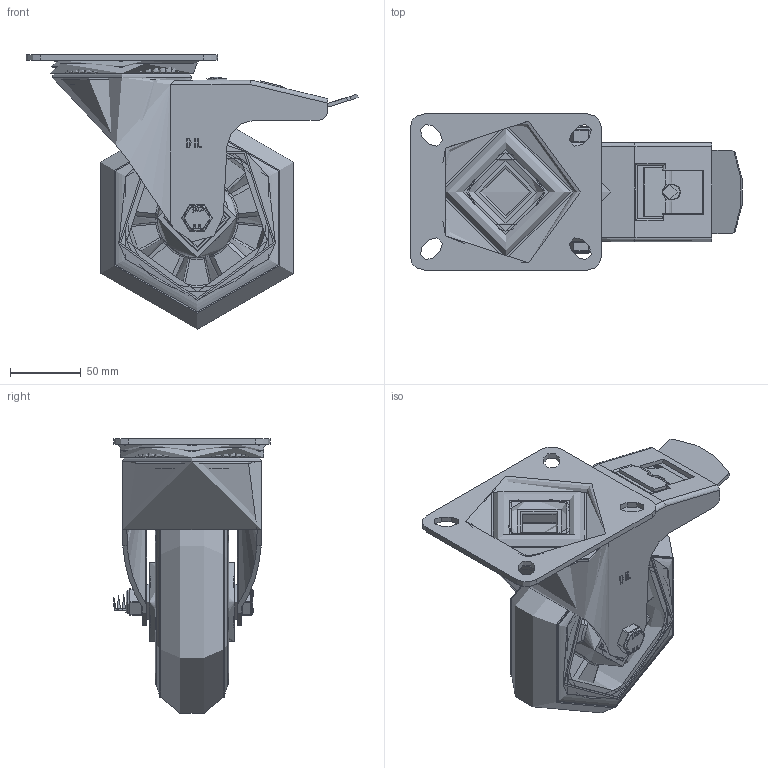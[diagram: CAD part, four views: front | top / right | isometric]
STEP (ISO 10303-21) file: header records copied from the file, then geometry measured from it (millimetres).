
FILE_DESCRIPTION(/* description */ ('','CAx-IF Rec.Pracs.---Representation and Presentation of Product Manufacturing Information (PMI)---4.0---2014-10-13'),/* implementation_level */ '2;1');
FILE_NAME(/* name */ 'BZMM160SRERGBJSWB.step',/* time_stamp */ '2025-01-08T11:04:12Z',/* author */ (''),/* organization */ (''),/* preprocessor_version */ 'ST-DEVELOPER v20',/* originating_system */ 'Autodesk Translation Framework v13.20.0.188',/* authorisation */ '');
FILE_SCHEMA (('AP242_MANAGED_MODEL_BASED_3D_ENGINEERING_MIM_LF { 1 0 10303 442 1 1 4 }'));
Length unit declared in the file: millimetre
Products named in the file (37): BZMM160SRERGBJSWB; BZMM150ASSWB - 64 v1; ZINC PLATED, PRESSED STEEL TOP PLATE; ZINC PLATED, PRESSED STEEL TOP PLATE Geometry; BALL BEARINGS; Component1; BEARING SEAL; ZINC PLATED, PRESSED STEEL BRAKE PEDAL; ZINC PLATED, PRESSED STEEL FORKS; BRAKE PAD; BRAKE PAD Geometry; BOLT; NUT; BRAKE BOLT; BZH160WSRERGBJM20 v1; 55 SHORE A ELASTIC RUBBER TYRE; ALUMINIUM RIM; BEARING6204; BALL BEARINGS (1); BEARING6204 (1); BALL BEARINGS (1) (1); Component3; INNER; OUTER; MIDDLE; RUBBER; BEARING SPACER; TH20X2X12 v1; ZINC PLATED HEADED SPACER; TH20X2X12 v1 (1); ZINC PLATED HEADED SPACER (1); HEXBOLTM12X90Z8.8 v2; GRADE 8.8 ZINC PLATED BOLT; NYLOCM12Z v1; NYLOC NUT; NUT (1); RUBBER (1)
Assembly tree (94 placements, depth 5):
  BZMM160SRERGBJSWB
    BZMM150ASSWB - 64 v1
      ZINC PLATED, PRESSED STEEL TOP PLATE
        ZINC PLATED, PRESSED STEEL TOP PLATE Geometry
        BALL BEARINGS
          Component1  x40
      BEARING SEAL
      ZINC PLATED, PRESSED STEEL BRAKE PEDAL
      ZINC PLATED, PRESSED STEEL FORKS
      BRAKE PAD
        BRAKE PAD Geometry
        BOLT
        NUT
        BRAKE BOLT
    BZH160WSRERGBJM20 v1
      55 SHORE A ELASTIC RUBBER TYRE
      ALUMINIUM RIM
      BEARING6204
        INNER
        OUTER
        BALL BEARINGS (1)
          Component3  x8
        MIDDLE
        RUBBER
      BEARING6204 (1)
        BALL BEARINGS (1) (1)
          Component3  x8
        INNER
        OUTER
        MIDDLE
        RUBBER
      BEARING SPACER
    TH20X2X12 v1
      ZINC PLATED HEADED SPACER
    TH20X2X12 v1 (1)
      ZINC PLATED HEADED SPACER (1)
    HEXBOLTM12X90Z8.8 v2
      GRADE 8.8 ZINC PLATED BOLT
    NYLOCM12Z v1
      NYLOC NUT
        NUT (1)
        RUBBER (1)
Bounding box: 233.89 x 110 x 193.43 mm (x, y, z)
Volume: 849308.5 mm3; surface area: 319143.2 mm2
Topology: 82 solids, 82 shells, 1527 faces, 3814 edges, 2460 vertices
Faces by surface type: plane 568, bspline 476, cylinder 262, sphere 147, torus 67, cone 7
Full cylindrical faces by diameter (mm): 8 x4, 9.836 x16, 11 x2, 11.834 x16, 12 x3, 12.2 x4, 14 x3, 17.75 x1, 18.5 x1, 19.8 x2, 20 x3, 24 x1, 25 x2, 27 x2, 28.5 x8, 30.8 x4, 31.3 x4, 33.75 x1, 39.75 x2, 40.3 x4, 40.5 x4, 40.8 x4, 42 x11, 47 x4, 50 x1, 55.5 x2, 78 x1, 92 x1, 98 x3, 104 x2
Entity records: 78160 total; most frequent: CARTESIAN_POINT 51966, ORIENTED_EDGE 5462, DIRECTION 4682, EDGE_CURVE 2731, AXIS2_PLACEMENT_3D 1797, VERTEX_POINT 1744, EDGE_LOOP 1295, FACE_OUTER_BOUND 1127
